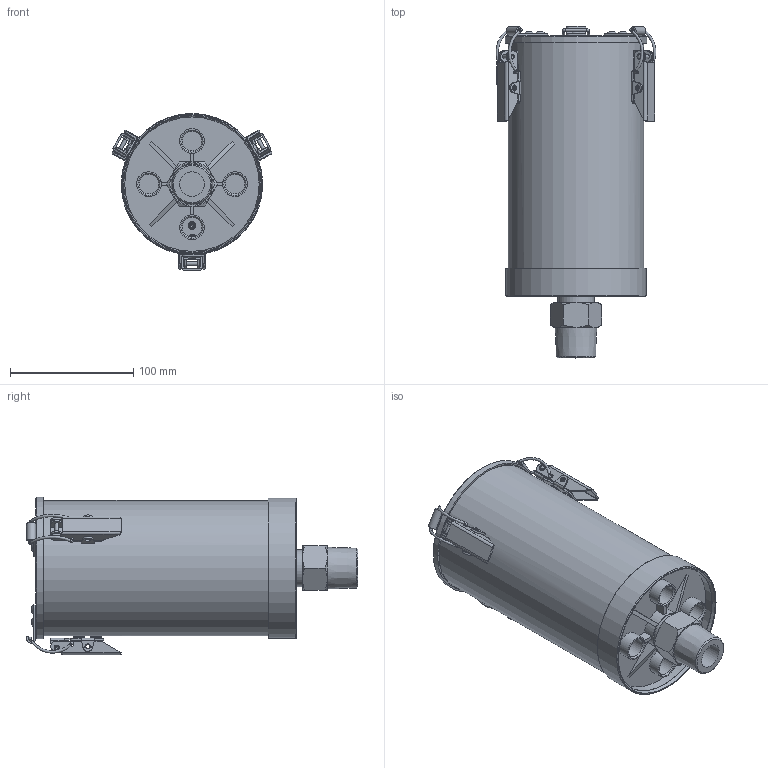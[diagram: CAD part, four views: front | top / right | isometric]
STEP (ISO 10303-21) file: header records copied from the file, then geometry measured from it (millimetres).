
FILE_DESCRIPTION (( 'STEP AP214' ), '1' );
FILE_NAME ('05.0031.13 VV-R_3M_F_00_P3_XC_N1m.STEP', '2023-01-25T16:53:04', ( '' ), ( '' ), 'SwSTEP 2.0', 'SolidWorks 2020', '' );
FILE_SCHEMA (( 'AUTOMOTIVE_DESIGN' ));
Length unit declared in the file: millimetre
Products named in the file (1): 05.0031.13 VV-R_3M_F_00_P3_XC_N1m
Bounding box: 129.96 x 269.8 x 127.79 mm (x, y, z)
Volume: 503233.4 mm3; surface area: 251593.1 mm2
Topology: 38 solids, 38 shells, 816 faces, 1778 edges, 1064 vertices
Faces by surface type: plane 337, cylinder 267, torus 92, bspline 66, cone 51, sphere 3
Full cylindrical faces by diameter (mm): 2 x21, 2.4 x6, 3.1 x9, 3.2 x6, 3.3 x6, 4 x18, 4.1 x12, 4.2 x6, 6 x6, 6.1 x6, 9 x6, 16 x4, 20 x5, 21 x4, 23.44 x1, 24.12 x1, 26.44 x1, 30 x1, 31 x1, 31.5 x1, 39 x1, 45 x1, 93 x1, 94.5 x1, 95 x1, 98 x1, 99.5 x1, 109.2 x1, 110 x2, 111 x1
Entity records: 41323 total; most frequent: CARTESIAN_POINT 15611, DIRECTION 3276, ORIENTED_EDGE 2922, EDGE_CURVE 1461, AXIS2_PLACEMENT_3D 1344, EDGE_LOOP 1256, FACE_OUTER_BOUND 1055, VERTEX_POINT 1025
